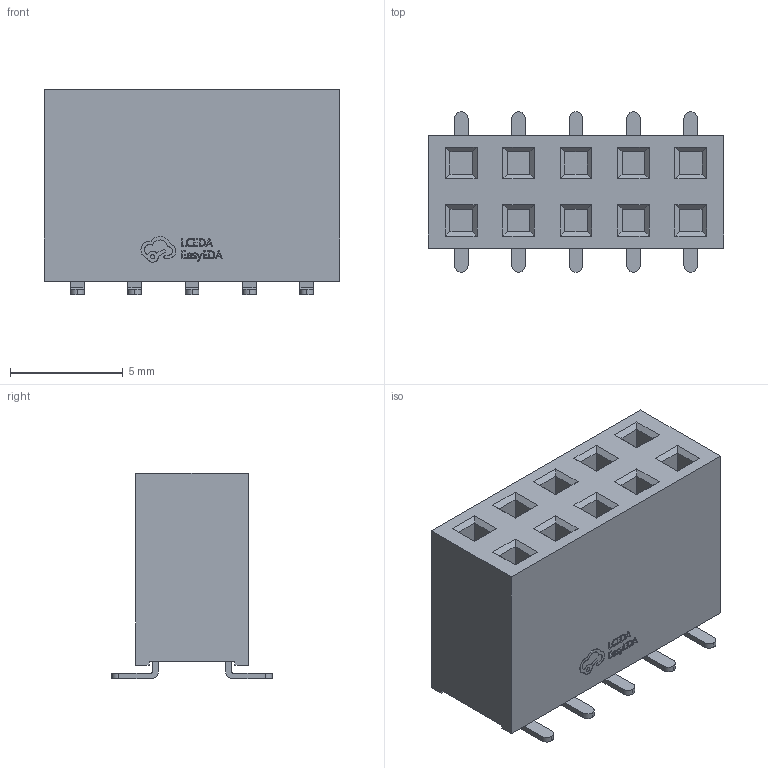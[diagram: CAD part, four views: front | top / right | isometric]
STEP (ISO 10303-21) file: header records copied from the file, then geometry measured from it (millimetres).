
FILE_DESCRIPTION (( 'STEP AP214' ), '1' );
FILE_NAME ('HDR-SMD_10P-P2.54-V-F-R2-C5-LS7.1-1.STEP', '2024-08-17T07:38:51', ( '个人用户' ), ( '微软中国' ), 'SwSTEP 2.0', 'SolidWorks 2020', '' );
FILE_SCHEMA (( 'AUTOMOTIVE_DESIGN' ));
Length unit declared in the file: millimetre
Products named in the file (1): HDR-SMD_10P-P2.54-V-F-R2-C5-LS7.1-1
Bounding box: 13.1 x 7.1 x 9.1 mm (x, y, z)
Volume: 522 mm3; surface area: 598.4 mm2
Topology: 1 solids, 1 shells, 424 faces, 1109 edges, 726 vertices
Faces by surface type: plane 286, bspline 98, cylinder 40
Entity records: 18083 total; most frequent: CARTESIAN_POINT 3566, ORIENTED_EDGE 2218, DIRECTION 1643, EDGE_CURVE 1109, LINE 829, VECTOR 829, VERTEX_POINT 726, EDGE_LOOP 463
